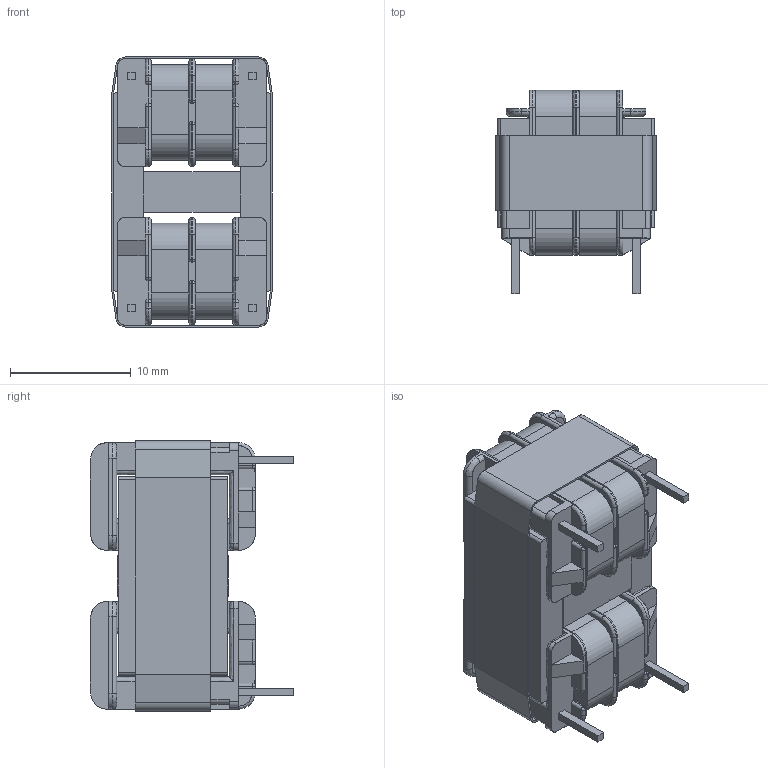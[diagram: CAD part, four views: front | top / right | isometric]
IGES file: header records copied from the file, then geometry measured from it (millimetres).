
Start section: SolidWorks IGES file using analytic representation for surfaces
Global section: file name: EE165-6300-1574.IGS; native system: SolidWorks 2017; preprocessor: SolidWorks 2017; author: wyatt.kraus; date: 200416.142943; units: millimetre
Bounding box: 13.3 x 16.84 x 22.37 mm (x, y, z)
Surface area: 6186.2 mm2 (no closed solid volume)
Topology: 0 solids, 0 shells, 580 faces, 4176 edges, 4144 vertices
Faces by surface type: bspline 312, revolution 268
